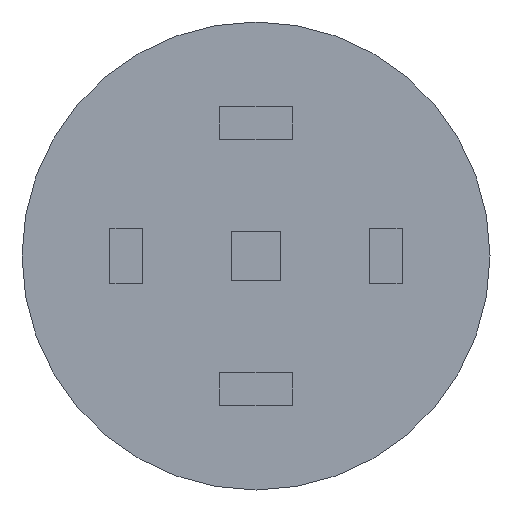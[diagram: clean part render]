
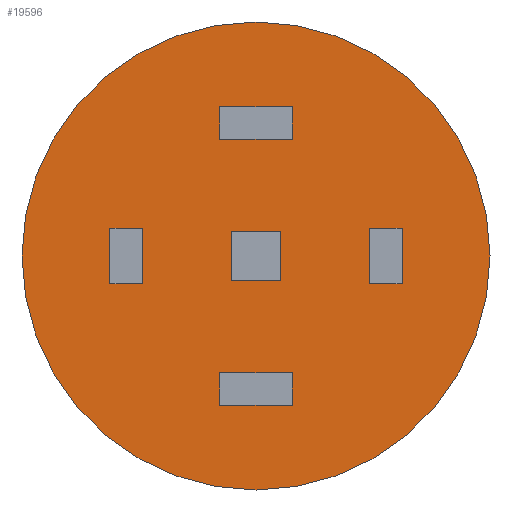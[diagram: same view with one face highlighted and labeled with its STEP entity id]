
A CAD part, front view. The second image highlights one B-rep face of the part: STEP entity #19596.
In plain terms, the highlighted planar face has unit normal (0, -1, 0).
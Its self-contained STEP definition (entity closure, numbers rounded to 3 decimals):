
#569 = AXIS2_PLACEMENT_3D ( 'NONE', #16721, #21933, #6445 ) ;
#6445 = DIRECTION ( 'NONE',  ( 0., 0., 1. ) ) ;
#6557 = VERTEX_POINT ( 'NONE', #32983 ) ;
#7061 = EDGE_LOOP ( 'NONE', ( #15115, #21086 ) ) ;
#7317 = CARTESIAN_POINT ( 'NONE',  ( 0., 0., 0. ) ) ;
#8825 = FACE_OUTER_BOUND ( 'NONE', #7061, .T. ) ;
#9907 = DIRECTION ( 'NONE',  ( 0., 0., 1. ) ) ;
#10094 = EDGE_CURVE ( 'NONE', #27744, #6557, #26318, .T. ) ;
#12786 = CARTESIAN_POINT ( 'NONE',  ( 0., 0., 0. ) ) ;
#13695 = CIRCLE ( 'NONE', #26372, 2850. ) ;
#15115 = ORIENTED_EDGE ( 'NONE', *, *, #24477, .F. ) ;
#15392 = DIRECTION ( 'NONE',  ( 0., 0., 1. ) ) ;
#16613 = PLANE ( 'NONE',  #569 ) ;
#16721 = CARTESIAN_POINT ( 'NONE',  ( 0., 0., 0. ) ) ;
#19596 = ADVANCED_FACE ( 'NONE', ( #8825 ), #16613, .F. ) ;
#21086 = ORIENTED_EDGE ( 'NONE', *, *, #10094, .F. ) ;
#21933 = DIRECTION ( 'NONE',  ( 0., 1., 0. ) ) ;
#22219 = CARTESIAN_POINT ( 'NONE',  ( 0., 0., 2850. ) ) ;
#22699 = AXIS2_PLACEMENT_3D ( 'NONE', #7317, #25407, #9907 ) ;
#24477 = EDGE_CURVE ( 'NONE', #6557, #27744, #13695, .T. ) ;
#25407 = DIRECTION ( 'NONE',  ( 0., 1., 0. ) ) ;
#26318 = CIRCLE ( 'NONE', #22699, 2850. ) ;
#26372 = AXIS2_PLACEMENT_3D ( 'NONE', #12786, #30798, #15392 ) ;
#27744 = VERTEX_POINT ( 'NONE', #22219 ) ;
#30798 = DIRECTION ( 'NONE',  ( 0., 1., 0. ) ) ;
#32983 = CARTESIAN_POINT ( 'NONE',  ( 0., 0., -2850. ) ) ;
